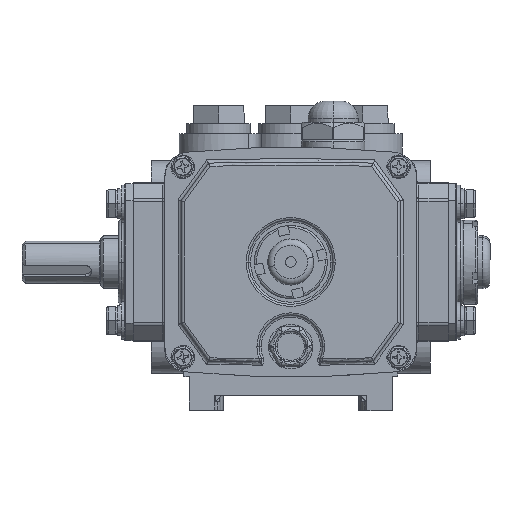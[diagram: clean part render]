
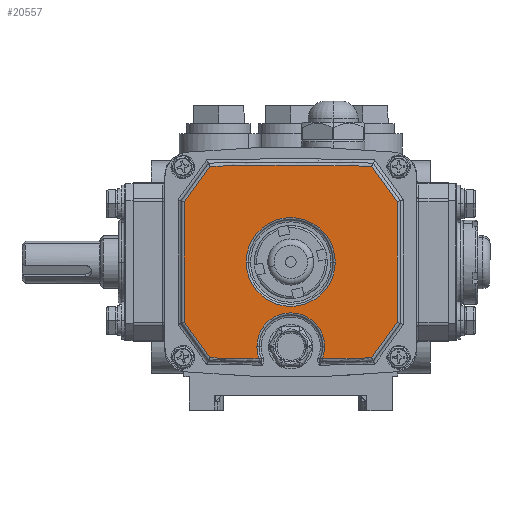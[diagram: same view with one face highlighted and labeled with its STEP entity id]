
A CAD part, top view. The second image highlights one B-rep face of the part: STEP entity #20557.
In plain terms, the highlighted planar face has unit normal (0, 0, 1).
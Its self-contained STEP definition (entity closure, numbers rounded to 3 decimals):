
#15560 = EDGE_LOOP ( 'NONE', ( #32640, #32641, #32642, #32643, #32644, #32645, #32646, #32647, #32648, #32649, #32650, #32651 ) ) ;
#15572 = EDGE_LOOP ( 'NONE', ( #32638, #32639 ) ) ;
#17708 = EDGE_CURVE ( 'NONE', #31571, #31615, #34639, .T. ) ;
#17713 = EDGE_CURVE ( 'NONE', #31683, #31571, #34660, .T. ) ;
#17717 = EDGE_CURVE ( 'NONE', #31629, #31646, #34669, .T. ) ;
#17739 = EDGE_CURVE ( 'NONE', #31644, #31689, #34695, .T. ) ;
#17877 = EDGE_CURVE ( 'NONE', #31615, #31624, #35026, .T. ) ;
#17896 = EDGE_CURVE ( 'NONE', #31624, #31617, #35045, .T. ) ;
#17908 = EDGE_CURVE ( 'NONE', #31617, #31640, #35048, .T. ) ;
#17917 = EDGE_CURVE ( 'NONE', #31640, #31653, #35061, .T. ) ;
#17921 = EDGE_CURVE ( 'NONE', #31653, #31650, #35074, .T. ) ;
#17933 = EDGE_CURVE ( 'NONE', #31650, #31661, #35086, .T. ) ;
#17942 = EDGE_CURVE ( 'NONE', #31661, #31644, #35097, .T. ) ;
#18059 = EDGE_CURVE ( 'NONE', #31685, #31683, #35203, .T. ) ;
#18062 = EDGE_CURVE ( 'NONE', #31689, #31685, #35200, .T. ) ;
#18077 = EDGE_CURVE ( 'NONE', #31646, #31629, #35218, .T. ) ;
#20557 = ADVANCED_FACE ( 'NONE', ( #93301, #61344 ), #91263, .F. ) ;
#25705 = AXIS2_PLACEMENT_3D ( 'NONE', #49778, #49779, #49780 ) ;
#25706 = AXIS2_PLACEMENT_3D ( 'NONE', #49782, #49783, #49784 ) ;
#25708 = AXIS2_PLACEMENT_3D ( 'NONE', #49790, #49791, #49792 ) ;
#25714 = AXIS2_PLACEMENT_3D ( 'NONE', #49827, #49829, #49831 ) ;
#25735 = AXIS2_PLACEMENT_3D ( 'NONE', #50568, #50570, #50572 ) ;
#25781 = AXIS2_PLACEMENT_3D ( 'NONE', #51551, #51553, #51555 ) ;
#25783 = AXIS2_PLACEMENT_3D ( 'NONE', #51573, #51576, #51578 ) ;
#25791 = AXIS2_PLACEMENT_3D ( 'NONE', #51656, #51659, #51661 ) ;
#27819 = AXIS2_PLACEMENT_3D ( 'NONE', #91257, #91266, #91268 ) ;
#31571 = VERTEX_POINT ( 'NONE', #40764 ) ;
#31615 = VERTEX_POINT ( 'NONE', #40810 ) ;
#31617 = VERTEX_POINT ( 'NONE', #40812 ) ;
#31624 = VERTEX_POINT ( 'NONE', #40820 ) ;
#31629 = VERTEX_POINT ( 'NONE', #40823 ) ;
#31640 = VERTEX_POINT ( 'NONE', #40833 ) ;
#31644 = VERTEX_POINT ( 'NONE', #40836 ) ;
#31646 = VERTEX_POINT ( 'NONE', #40838 ) ;
#31650 = VERTEX_POINT ( 'NONE', #40842 ) ;
#31653 = VERTEX_POINT ( 'NONE', #40844 ) ;
#31661 = VERTEX_POINT ( 'NONE', #40851 ) ;
#31683 = VERTEX_POINT ( 'NONE', #40870 ) ;
#31685 = VERTEX_POINT ( 'NONE', #40872 ) ;
#31689 = VERTEX_POINT ( 'NONE', #40875 ) ;
#32638 = ORIENTED_EDGE ( 'NONE', *, *, #18077, .T. ) ;
#32639 = ORIENTED_EDGE ( 'NONE', *, *, #17717, .T. ) ;
#32640 = ORIENTED_EDGE ( 'NONE', *, *, #17739, .T. ) ;
#32641 = ORIENTED_EDGE ( 'NONE', *, *, #18062, .T. ) ;
#32642 = ORIENTED_EDGE ( 'NONE', *, *, #18059, .T. ) ;
#32643 = ORIENTED_EDGE ( 'NONE', *, *, #17713, .T. ) ;
#32644 = ORIENTED_EDGE ( 'NONE', *, *, #17708, .T. ) ;
#32645 = ORIENTED_EDGE ( 'NONE', *, *, #17877, .T. ) ;
#32646 = ORIENTED_EDGE ( 'NONE', *, *, #17896, .T. ) ;
#32647 = ORIENTED_EDGE ( 'NONE', *, *, #17908, .T. ) ;
#32648 = ORIENTED_EDGE ( 'NONE', *, *, #17917, .T. ) ;
#32649 = ORIENTED_EDGE ( 'NONE', *, *, #17921, .T. ) ;
#32650 = ORIENTED_EDGE ( 'NONE', *, *, #17933, .T. ) ;
#32651 = ORIENTED_EDGE ( 'NONE', *, *, #17942, .T. ) ;
#34639 = CIRCLE ( 'NONE', #25705, 57.169 ) ;
#34660 = CIRCLE ( 'NONE', #25706, 0.63 ) ;
#34669 = CIRCLE ( 'NONE', #25708, 0.827 ) ;
#34695 = CIRCLE ( 'NONE', #25714, 57.169 ) ;
#35026 = LINE ( 'NONE', #50377, #35027 ) ;
#35027 = VECTOR ( 'NONE', #50367, 39.37 ) ;
#35045 = LINE ( 'NONE', #50380, #35051 ) ;
#35048 = LINE ( 'NONE', #50501, #35063 ) ;
#35051 = VECTOR ( 'NONE', #50466, 39.37 ) ;
#35061 = CIRCLE ( 'NONE', #25735, 57.169 ) ;
#35063 = VECTOR ( 'NONE', #50498, 39.37 ) ;
#35074 = LINE ( 'NONE', #50564, #35078 ) ;
#35078 = VECTOR ( 'NONE', #50566, 39.37 ) ;
#35086 = LINE ( 'NONE', #50630, #35091 ) ;
#35091 = VECTOR ( 'NONE', #50626, 39.37 ) ;
#35097 = LINE ( 'NONE', #50688, #35103 ) ;
#35103 = VECTOR ( 'NONE', #50680, 39.37 ) ;
#35200 = CIRCLE ( 'NONE', #25783, 0.63 ) ;
#35203 = CIRCLE ( 'NONE', #25781, 0.63 ) ;
#35218 = CIRCLE ( 'NONE', #25791, 0.827 ) ;
#40764 = CARTESIAN_POINT ( 'NONE',  ( 0.589, -0.382, 9.596 ) ) ;
#40810 = CARTESIAN_POINT ( 'NONE',  ( 1.505, -0.365, 9.596 ) ) ;
#40812 = CARTESIAN_POINT ( 'NONE',  ( 1.978, 2.54, 9.596 ) ) ;
#40820 = CARTESIAN_POINT ( 'NONE',  ( 1.978, 0.295, 9.596 ) ) ;
#40823 = CARTESIAN_POINT ( 'NONE',  ( 0.827, 1.417, 9.596 ) ) ;
#40833 = CARTESIAN_POINT ( 'NONE',  ( 1.505, 3.2, 9.596 ) ) ;
#40836 = CARTESIAN_POINT ( 'NONE',  ( -1.505, -0.365, 9.596 ) ) ;
#40838 = CARTESIAN_POINT ( 'NONE',  ( -0.827, 1.417, 9.596 ) ) ;
#40842 = CARTESIAN_POINT ( 'NONE',  ( -1.978, 2.54, 9.596 ) ) ;
#40844 = CARTESIAN_POINT ( 'NONE',  ( -1.505, 3.2, 9.596 ) ) ;
#40851 = CARTESIAN_POINT ( 'NONE',  ( -1.978, 0.295, 9.596 ) ) ;
#40870 = CARTESIAN_POINT ( 'NONE',  ( 0.63, -0.157, 9.596 ) ) ;
#40872 = CARTESIAN_POINT ( 'NONE',  ( -0.63, -0.157, 9.596 ) ) ;
#40875 = CARTESIAN_POINT ( 'NONE',  ( -0.589, -0.382, 9.596 ) ) ;
#49778 = CARTESIAN_POINT ( 'NONE',  ( 0., 56.785, 9.596 ) ) ;
#49779 = DIRECTION ( 'NONE',  ( 0., 0., 1. ) ) ;
#49780 = DIRECTION ( 'NONE',  ( -1., 0., 0. ) ) ;
#49782 = CARTESIAN_POINT ( 'NONE',  ( 0., -0.157, 9.596 ) ) ;
#49783 = DIRECTION ( 'NONE',  ( 0., 0., -1. ) ) ;
#49784 = DIRECTION ( 'NONE',  ( -1., 0., 0. ) ) ;
#49790 = CARTESIAN_POINT ( 'NONE',  ( 0., 1.417, 9.596 ) ) ;
#49791 = DIRECTION ( 'NONE',  ( 0., 0., -1. ) ) ;
#49792 = DIRECTION ( 'NONE',  ( -1., 0., 0. ) ) ;
#49827 = CARTESIAN_POINT ( 'NONE',  ( 0., 56.785, 9.596 ) ) ;
#49829 = DIRECTION ( 'NONE',  ( 0., 0., 1. ) ) ;
#49831 = DIRECTION ( 'NONE',  ( -1., 0., 0. ) ) ;
#50367 = DIRECTION ( 'NONE',  ( 0.583, 0.812, 0. ) ) ;
#50377 = CARTESIAN_POINT ( 'NONE',  ( -24.398, -36.425, 9.596 ) ) ;
#50380 = CARTESIAN_POINT ( 'NONE',  ( 1.978, -53.95, 9.596 ) ) ;
#50466 = DIRECTION ( 'NONE',  ( 0., 1., 0. ) ) ;
#50498 = DIRECTION ( 'NONE',  ( -0.583, 0.812, 0. ) ) ;
#50501 = CARTESIAN_POINT ( 'NONE',  ( 28.072, -33.786, 9.596 ) ) ;
#50564 = CARTESIAN_POINT ( 'NONE',  ( -28.072, -33.786, 9.596 ) ) ;
#50566 = DIRECTION ( 'NONE',  ( -0.583, -0.812, 0. ) ) ;
#50568 = CARTESIAN_POINT ( 'NONE',  ( 0., -53.95, 9.596 ) ) ;
#50570 = DIRECTION ( 'NONE',  ( 0., 0., 1. ) ) ;
#50572 = DIRECTION ( 'NONE',  ( -1., 0., 0. ) ) ;
#50626 = DIRECTION ( 'NONE',  ( 0., -1., 0. ) ) ;
#50630 = CARTESIAN_POINT ( 'NONE',  ( -1.978, -53.95, 9.596 ) ) ;
#50680 = DIRECTION ( 'NONE',  ( 0.583, -0.812, 0. ) ) ;
#50688 = CARTESIAN_POINT ( 'NONE',  ( 24.398, -36.425, 9.596 ) ) ;
#51551 = CARTESIAN_POINT ( 'NONE',  ( 0., -0.157, 9.596 ) ) ;
#51553 = DIRECTION ( 'NONE',  ( 0., 0., -1. ) ) ;
#51555 = DIRECTION ( 'NONE',  ( -1., 0., 0. ) ) ;
#51573 = CARTESIAN_POINT ( 'NONE',  ( 0., -0.157, 9.596 ) ) ;
#51576 = DIRECTION ( 'NONE',  ( 0., 0., -1. ) ) ;
#51578 = DIRECTION ( 'NONE',  ( -1., 0., 0. ) ) ;
#51656 = CARTESIAN_POINT ( 'NONE',  ( 0., 1.417, 9.596 ) ) ;
#51659 = DIRECTION ( 'NONE',  ( 0., 0., -1. ) ) ;
#51661 = DIRECTION ( 'NONE',  ( -1., 0., 0. ) ) ;
#61344 = FACE_OUTER_BOUND ( 'NONE', #15560, .T. ) ;
#91257 = CARTESIAN_POINT ( 'NONE',  ( 0., -53.95, 9.596 ) ) ;
#91263 = PLANE ( 'NONE',  #27819 ) ;
#91266 = DIRECTION ( 'NONE',  ( 0., 0., -1. ) ) ;
#91268 = DIRECTION ( 'NONE',  ( -1., 0., 0. ) ) ;
#93301 = FACE_BOUND ( 'NONE', #15572, .T. ) ;
